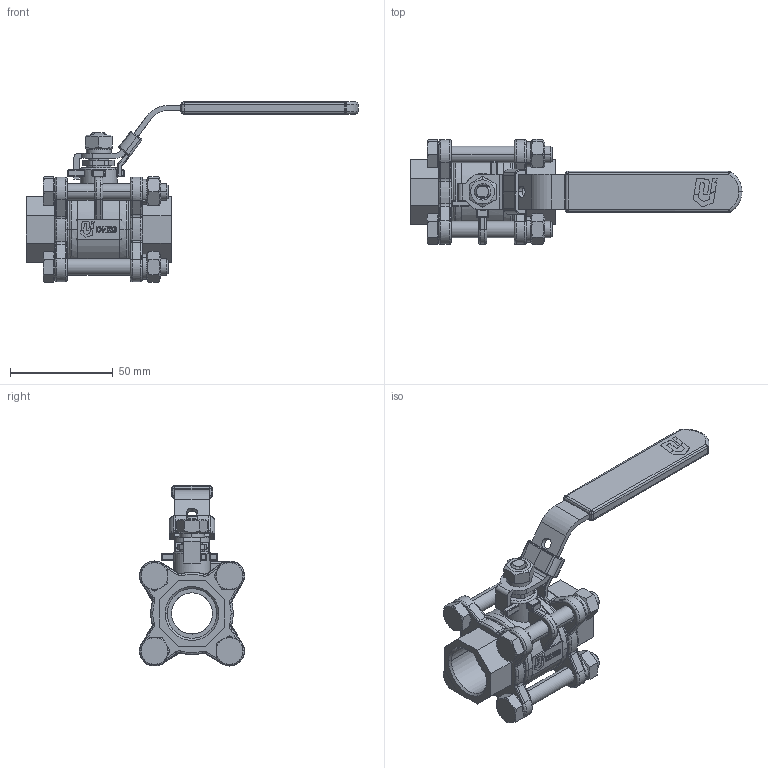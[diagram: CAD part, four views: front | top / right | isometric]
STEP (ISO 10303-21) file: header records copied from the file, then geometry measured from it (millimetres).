
FILE_DESCRIPTION(('HOOPS Exchange Step'),'2;1');
FILE_NAME('GK1700_DN20.stp','2025-12-19T15:45:47+01:00',('nieru'),('Unknown organisation'),'HOOPS Exchange 2024.2','HOOPS Exchange','Unknown authorisation');
FILE_SCHEMA( ('AP203_CONFIGURATION_CONTROLLED_3D_DESIGN_OF_MECHANICAL_PARTS_AND_ASSEMBLIES_MIM_LF') );
Length unit declared in the file: millimetre
Products named in the file (2): 0; root
Assembly tree (1 placements, depth 2):
  root
    0
Bounding box: 161.3 x 51.43 x 87.82 mm (x, y, z)
Volume: 91960.2 mm3; surface area: 52605.9 mm2
Topology: 22 solids, 22 shells, 1256 faces, 3159 edges, 1976 vertices
Faces by surface type: plane 402, cylinder 380, bspline 198, torus 144, cone 88, sphere 44
Entity records: 87175 total; most frequent: CARTESIAN_POINT 60217, ORIENTED_EDGE 6318, DIRECTION 4201, EDGE_CURVE 3159, VERTEX_POINT 1976, AXIS2_PLACEMENT_3D 1417, VECTOR 1367, LINE 1367
